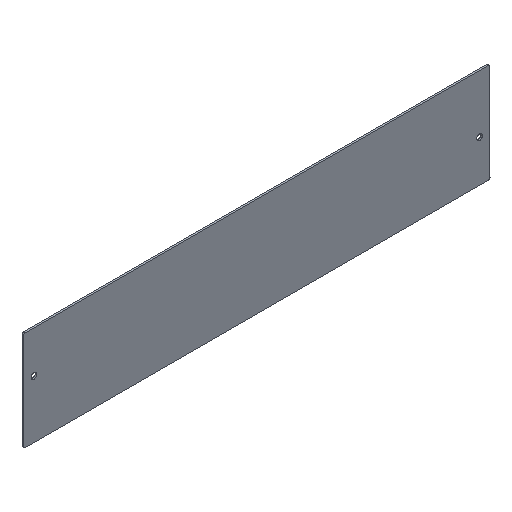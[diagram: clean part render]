
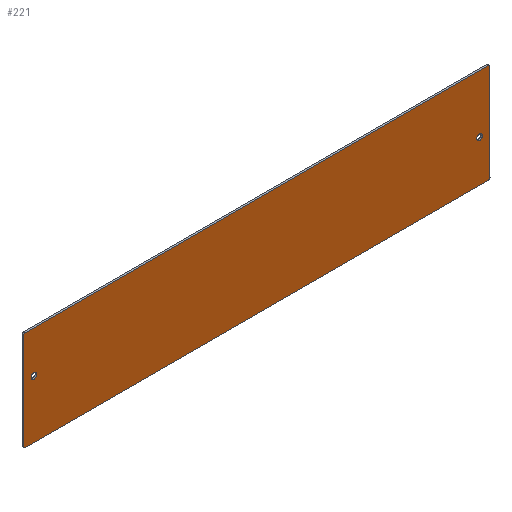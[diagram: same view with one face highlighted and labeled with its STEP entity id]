
A CAD part, isometric view. The second image highlights one B-rep face of the part: STEP entity #221.
In plain terms, the highlighted planar face has unit normal (0, -1, 0).
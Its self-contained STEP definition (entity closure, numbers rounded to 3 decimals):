
#15=FACE_BOUND('',#42,.T.);
#16=FACE_BOUND('',#43,.T.);
#20=PLANE('',#253);
#29=FACE_OUTER_BOUND('',#41,.T.);
#41=EDGE_LOOP('',(#167,#168,#169,#170,#171,#172,#173,#174));
#42=EDGE_LOOP('',(#175));
#43=EDGE_LOOP('',(#176));
#57=LINE('',#359,#75);
#60=LINE('',#365,#78);
#61=LINE('',#369,#79);
#62=LINE('',#373,#80);
#75=VECTOR('',#293,10.);
#78=VECTOR('',#298,10.);
#79=VECTOR('',#301,10.);
#80=VECTOR('',#304,10.);
#89=CIRCLE('',#244,3.5);
#91=CIRCLE('',#247,3.5);
#93=CIRCLE('',#250,2.);
#95=CIRCLE('',#254,2.);
#96=CIRCLE('',#255,2.);
#97=CIRCLE('',#256,2.);
#101=VERTEX_POINT('',#337);
#103=VERTEX_POINT('',#343);
#105=VERTEX_POINT('',#349);
#106=VERTEX_POINT('',#350);
#109=VERTEX_POINT('',#358);
#111=VERTEX_POINT('',#364);
#112=VERTEX_POINT('',#366);
#113=VERTEX_POINT('',#368);
#114=VERTEX_POINT('',#370);
#115=VERTEX_POINT('',#372);
#121=EDGE_CURVE('',#101,#101,#89,.T.);
#124=EDGE_CURVE('',#103,#103,#91,.T.);
#127=EDGE_CURVE('',#105,#106,#93,.T.);
#131=EDGE_CURVE('',#109,#106,#57,.F.);
#134=EDGE_CURVE('',#105,#111,#60,.F.);
#135=EDGE_CURVE('',#112,#111,#95,.T.);
#136=EDGE_CURVE('',#112,#113,#61,.T.);
#137=EDGE_CURVE('',#114,#113,#96,.T.);
#138=EDGE_CURVE('',#114,#115,#62,.T.);
#139=EDGE_CURVE('',#109,#115,#97,.T.);
#167=ORIENTED_EDGE('',*,*,#127,.F.);
#168=ORIENTED_EDGE('',*,*,#134,.T.);
#169=ORIENTED_EDGE('',*,*,#135,.F.);
#170=ORIENTED_EDGE('',*,*,#136,.T.);
#171=ORIENTED_EDGE('',*,*,#137,.F.);
#172=ORIENTED_EDGE('',*,*,#138,.T.);
#173=ORIENTED_EDGE('',*,*,#139,.F.);
#174=ORIENTED_EDGE('',*,*,#131,.T.);
#175=ORIENTED_EDGE('',*,*,#121,.T.);
#176=ORIENTED_EDGE('',*,*,#124,.T.);
#221=ADVANCED_FACE('',(#29,#15,#16),#20,.T.);
#244=AXIS2_PLACEMENT_3D('',#338,#271,#272);
#247=AXIS2_PLACEMENT_3D('',#344,#278,#279);
#250=AXIS2_PLACEMENT_3D('',#351,#285,#286);
#253=AXIS2_PLACEMENT_3D('',#363,#296,#297);
#254=AXIS2_PLACEMENT_3D('',#367,#299,#300);
#255=AXIS2_PLACEMENT_3D('',#371,#302,#303);
#256=AXIS2_PLACEMENT_3D('',#374,#305,#306);
#271=DIRECTION('center_axis',(0.,1.,0.));
#272=DIRECTION('ref_axis',(1.,0.,0.));
#278=DIRECTION('center_axis',(0.,1.,0.));
#279=DIRECTION('ref_axis',(1.,0.,0.));
#285=DIRECTION('center_axis',(0.,1.,0.));
#286=DIRECTION('ref_axis',(-0.707,0.,0.707));
#293=DIRECTION('',(1.,0.,0.));
#296=DIRECTION('center_axis',(0.,-1.,0.));
#297=DIRECTION('ref_axis',(0.,0.,-1.));
#298=DIRECTION('',(0.,0.,1.));
#299=DIRECTION('center_axis',(0.,1.,0.));
#300=DIRECTION('ref_axis',(-0.707,0.,-0.707));
#301=DIRECTION('',(1.,0.,0.));
#302=DIRECTION('center_axis',(0.,1.,0.));
#303=DIRECTION('ref_axis',(0.707,0.,-0.707));
#304=DIRECTION('',(0.,0.,1.));
#305=DIRECTION('center_axis',(0.,1.,0.));
#306=DIRECTION('ref_axis',(0.707,0.,0.707));
#337=CARTESIAN_POINT('',(-281.502,-1.,72.));
#338=CARTESIAN_POINT('Origin',(-278.002,-1.,72.));
#343=CARTESIAN_POINT('',(274.5,-1.,52.));
#344=CARTESIAN_POINT('Origin',(278.,-1.,52.));
#349=CARTESIAN_POINT('',(-291.004,-1.,122.));
#350=CARTESIAN_POINT('',(-289.004,-1.,124.));
#351=CARTESIAN_POINT('Origin',(-289.004,-1.,122.));
#358=CARTESIAN_POINT('',(289.,-1.,124.));
#359=CARTESIAN_POINT('',(145.5,-1.,124.));
#363=CARTESIAN_POINT('Origin',(0.,-1.,62.));
#364=CARTESIAN_POINT('',(-291.,-1.,2.));
#365=CARTESIAN_POINT('',(-291.003,-1.,92.995));
#366=CARTESIAN_POINT('',(-289.,-1.,0.));
#367=CARTESIAN_POINT('Origin',(-289.,-1.,2.));
#368=CARTESIAN_POINT('',(289.,-1.,0.));
#369=CARTESIAN_POINT('',(-261.,-1.,0.));
#370=CARTESIAN_POINT('',(291.,-1.,2.));
#371=CARTESIAN_POINT('Origin',(289.,-1.,2.));
#372=CARTESIAN_POINT('',(291.,-1.,122.));
#373=CARTESIAN_POINT('',(291.,-1.,0.));
#374=CARTESIAN_POINT('Origin',(289.,-1.,122.));
